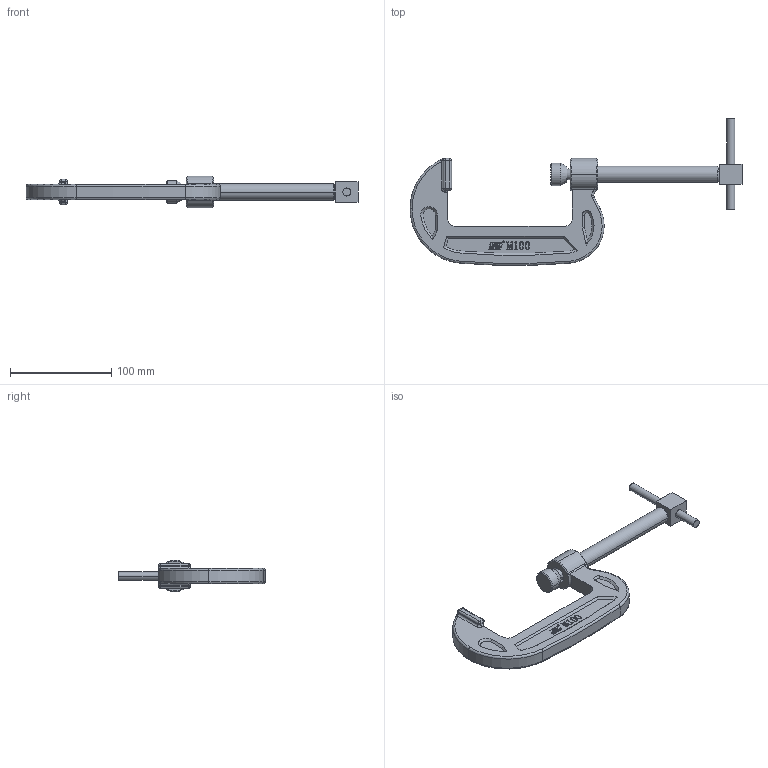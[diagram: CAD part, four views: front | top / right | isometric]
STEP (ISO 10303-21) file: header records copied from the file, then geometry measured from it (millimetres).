
FILE_DESCRIPTION (( 'STEP AP203' ), '1' );
FILE_NAME ('M100.STEP', '2023-12-06T02:43:31', ( '微软用户' ), ( '微软中国' ), 'SwSTEP 2.0', 'SolidWorks 2012', '' );
FILE_SCHEMA (( 'CONFIG_CONTROL_DESIGN' ));
Length unit declared in the file: millimetre
Products named in the file (3): M100; 挴裝; 菁釱
Assembly tree (2 placements, depth 2):
  M100
    菁釱
    挴裝
Bounding box: 328.64 x 145 x 31.5 mm (x, y, z)
Volume: 196037.4 mm3; surface area: 46377.6 mm2
Topology: 2 solids, 2 shells, 437 faces, 1135 edges, 728 vertices
Faces by surface type: plane 198, bspline 103, cylinder 79, cone 32, torus 17, sphere 8
Entity records: 17593 total; most frequent: CARTESIAN_POINT 7209, ORIENTED_EDGE 2254, DIRECTION 1803, EDGE_CURVE 1127, VERTEX_POINT 728, VECTOR 665, LINE 665, AXIS2_PLACEMENT_3D 569
